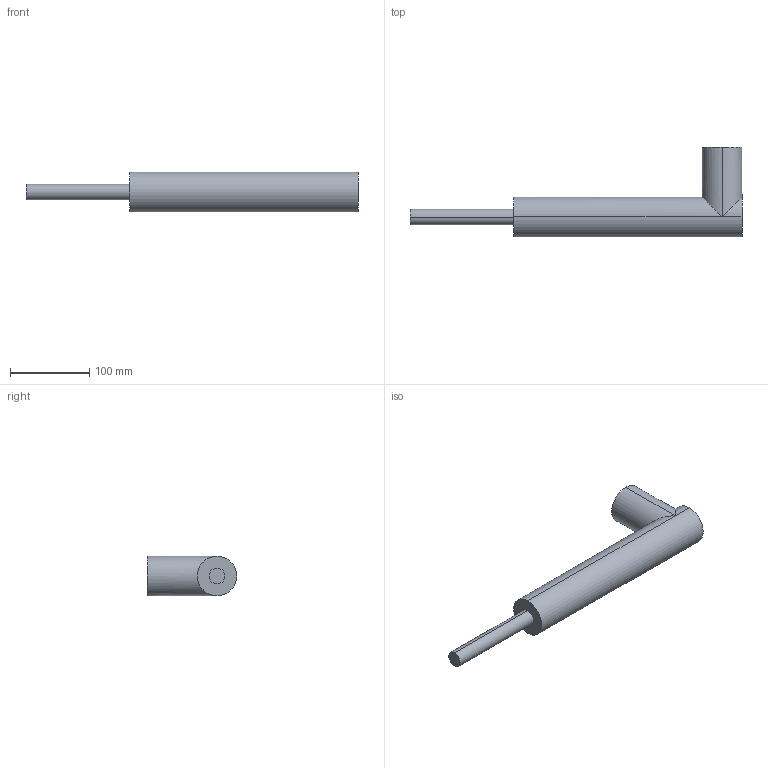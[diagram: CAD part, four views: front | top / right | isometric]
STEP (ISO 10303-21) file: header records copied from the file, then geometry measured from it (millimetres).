
FILE_DESCRIPTION (( 'STEP AP203' ), '1' );
FILE_NAME ('tampon amortisseur 2_D_faut.STEP_Default_sldprt.step_Default_sldprt.STEP', '2023-03-16T03:25:45', ( '' ), ( '' ), 'SwSTEP 2.0', 'SolidWorks 2021', '' );
FILE_SCHEMA (( 'CONFIG_CONTROL_DESIGN' ));
Length unit declared in the file: millimetre
Products named in the file (1): tampon amortisseur 2_D_faut.STEP_Default_sldprt.step_Default_sldprt
Bounding box: 418.33 x 113 x 50 mm (x, y, z)
Volume: 736940.8 mm3; surface area: 68106.4 mm2
Topology: 1 solids, 1 shells, 12 faces, 22 edges, 13 vertices
Faces by surface type: cylinder 8, plane 4
Entity records: 374 total; most frequent: CARTESIAN_POINT 57, DIRECTION 56, ORIENTED_EDGE 44, AXIS2_PLACEMENT_3D 24, EDGE_CURVE 22, EDGE_LOOP 13, VERTEX_POINT 13, ADVANCED_FACE 12
